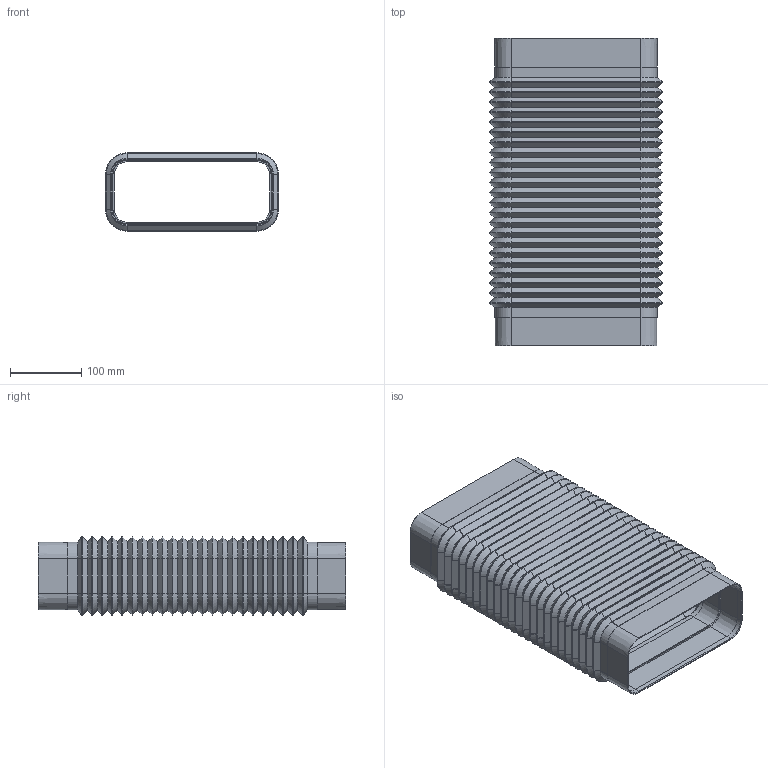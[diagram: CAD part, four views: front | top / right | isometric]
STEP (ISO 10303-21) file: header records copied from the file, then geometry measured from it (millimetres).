
FILE_DESCRIPTION(('STEP AP214'),'1');
FILE_NAME('4043042_V F-RBFLEX 1 System 150 Rohrbogen.STP','2023-07-20T07:12:17',(' '),(' '),'Spatial InterOp 3D',' ',' ');
FILE_SCHEMA(('AUTOMOTIVE_DESIGN { 1 0 10303 214 1 1 1 1 }'));
Length unit declared in the file: millimetre
Products named in the file (1): 1
Bounding box: 243 x 431.5 x 110 mm (x, y, z)
Volume: 397235.3 mm3; surface area: 818362.3 mm2
Topology: 3 solids, 3 shells, 1990 faces, 4396 edges, 2416 vertices
Faces by surface type: torus 736, plane 442, cone 408, cylinder 404
Entity records: 54289 total; most frequent: DIRECTION 11062, CARTESIAN_POINT 8805, ORIENTED_EDGE 8792, AXIS2_PLACEMENT_3D 4673, EDGE_CURVE 4396, CIRCLE 2680, VERTEX_POINT 2416, EDGE_LOOP 2000
